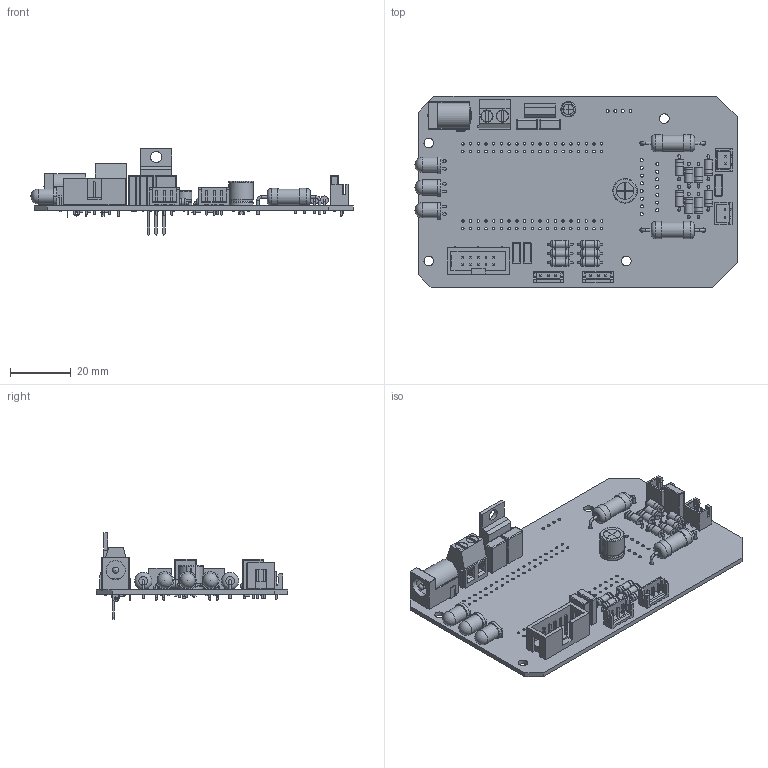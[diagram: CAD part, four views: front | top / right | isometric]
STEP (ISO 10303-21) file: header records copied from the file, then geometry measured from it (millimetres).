
FILE_DESCRIPTION(('KiCad electronic assembly'),'2;1');
FILE_NAME('Motor_controller_P5.step','2025-10-22T09:40:02',('Pcbnew'),( 'Kicad'),'Open CASCADE STEP processor 7.8','KiCad to STEP converter' ,'Unknown');
FILE_SCHEMA(('AUTOMOTIVE_DESIGN { 1 0 10303 214 1 1 1 1 }'));
Length unit declared in the file: millimetre
Products named in the file (19): Motor_controller_P5 1; CP_Radial_D8.0mm_P5.00mm; JST_EH_B3B-EH-A_1x03_P2.50mm_Vertical; C_Rect_L7.0mm_W2.5mm_P5.00mm; R_Axial_DIN0614_L14.3mm_D5.7mm_P20.32mm_Horizontal; R_Axial_DIN0207_L6.3mm_D2.5mm_P7.62mm_Horizontal; D_A-405_P7.62mm_Horizontal; CP_Radial_D5.0mm_P2.50mm; BarrelJack_Horizontal; TerminalBlock_Phoenix_MKDS-1,5-2-5.08_1x02_P5.08mm_Horizontal; IDC-Header_2x05_P2.54mm_Vertical; C_Rect_L7.0mm_W3.5mm_P5.00mm; LED_D5.0mm_Horizontal_O1.27mm_Z3.0mm; TO-220-3_Vertical; JST_XH_B2B-XH-A_1x02_P2.50mm_Vertical; R_0603_1608Metric; R_0805_2012Metric; C_0805_2012Metric; Motor_controller_P5_PCB
Assembly tree (47 placements, depth 2):
  Motor_controller_P5 1
    CP_Radial_D8.0mm_P5.00mm
    JST_EH_B3B-EH-A_1x03_P2.50mm_Vertical  x2
    C_Rect_L7.0mm_W2.5mm_P5.00mm  x3
    R_Axial_DIN0614_L14.3mm_D5.7mm_P20.32mm_Horizontal  x2
    R_Axial_DIN0207_L6.3mm_D2.5mm_P7.62mm_Horizontal  x6
    D_A-405_P7.62mm_Horizontal  x8
    CP_Radial_D5.0mm_P2.50mm
    BarrelJack_Horizontal
    TerminalBlock_Phoenix_MKDS-1,5-2-5.08_1x02_P5.08mm_Horizontal
    IDC-Header_2x05_P2.54mm_Vertical
    C_Rect_L7.0mm_W3.5mm_P5.00mm  x2
    LED_D5.0mm_Horizontal_O1.27mm_Z3.0mm  x3
    TO-220-3_Vertical
    JST_XH_B2B-XH-A_1x02_P2.50mm_Vertical  x2
    R_0603_1608Metric  x8
    R_0805_2012Metric  x3
    C_0805_2012Metric
    Motor_controller_P5_PCB
Bounding box: 106.08 x 63 x 28.52 mm (x, y, z)
Volume: 16239.7 mm3; surface area: 24368.1 mm2
Topology: 51 solids, 53 shells, 1888 faces, 4565 edges, 2891 vertices
Faces by surface type: plane 1258, cylinder 515, torus 52, sphere 28, bspline 22, revolution 11, extrusion 2
Full cylindrical faces by diameter (mm): 0.5 x14, 0.6 x44, 0.8 x110, 0.9 x22, 0.95 x10, 1 x37, 1.1 x3, 1.3 x2, 1.4 x4, 1.5 x2, 2 x2, 2.25 x6, 2.5 x12, 2.7 x16, 2.72 x8, 3.2 x4, 3.735 x1, 3.8 x2, 4 x2, 5 x3, 5.13 x2, 5.7 x4, 6.3 x1
Entity records: 43192 total; most frequent: CARTESIAN_POINT 7837, DIRECTION 5814, ORIENTED_EDGE 5670, EDGE_CURVE 2835, VECTOR 2023, LINE 2021, AXIS2_PLACEMENT_3D 1890, VERTEX_POINT 1815
